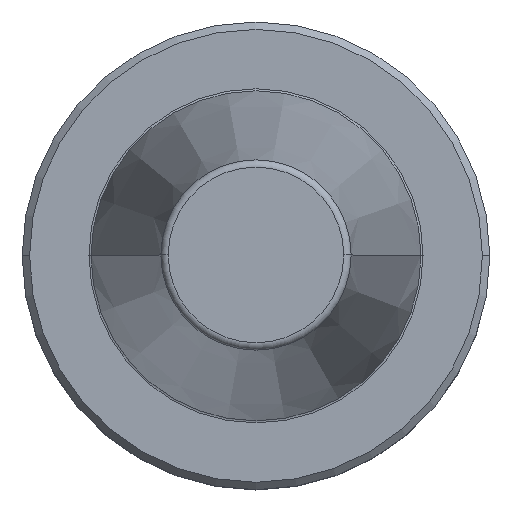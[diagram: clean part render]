
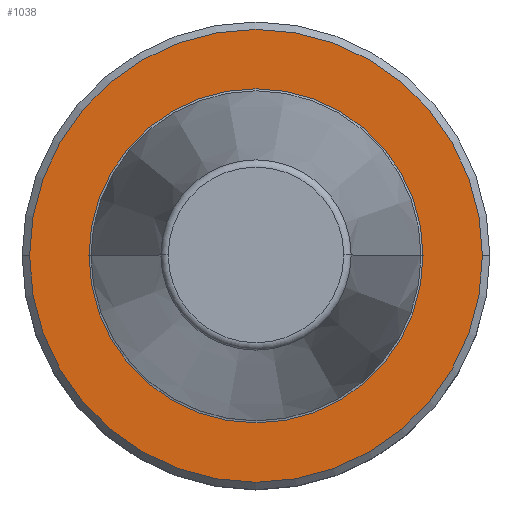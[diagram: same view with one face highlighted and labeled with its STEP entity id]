
A CAD part, top view. The second image highlights one B-rep face of the part: STEP entity #1038.
In plain terms, the highlighted planar face has unit normal (0, 0, 1).
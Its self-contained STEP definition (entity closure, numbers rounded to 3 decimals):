
#45 = CARTESIAN_POINT ( 'NONE',  ( 0., 0., -67.4 ) ) ;
#47 = ORIENTED_EDGE ( 'NONE', *, *, #789, .T. ) ;
#68 = EDGE_CURVE ( 'NONE', #167, #430, #498, .T. ) ;
#82 = DIRECTION ( 'NONE',  ( 0., 0., 1. ) ) ;
#90 = AXIS2_PLACEMENT_3D ( 'NONE', #1016, #82, #540 ) ;
#106 = DIRECTION ( 'NONE',  ( 0., 0., -1. ) ) ;
#113 = CARTESIAN_POINT ( 'NONE',  ( 30.5, 0., -67.4 ) ) ;
#156 = AXIS2_PLACEMENT_3D ( 'NONE', #563, #1048, #317 ) ;
#167 = VERTEX_POINT ( 'NONE', #966 ) ;
#191 = ORIENTED_EDGE ( 'NONE', *, *, #803, .T. ) ;
#245 = CARTESIAN_POINT ( 'NONE',  ( 0., 0., -67.4 ) ) ;
#275 = DIRECTION ( 'NONE',  ( -1., 0., 0. ) ) ;
#317 = DIRECTION ( 'NONE',  ( 1., 0., 0. ) ) ;
#325 = EDGE_LOOP ( 'NONE', ( #191, #47 ) ) ;
#422 = AXIS2_PLACEMENT_3D ( 'NONE', #45, #691, #566 ) ;
#430 = VERTEX_POINT ( 'NONE', #435 ) ;
#435 = CARTESIAN_POINT ( 'NONE',  ( 22.5, 0., -67.4 ) ) ;
#440 = ORIENTED_EDGE ( 'NONE', *, *, #704, .F. ) ;
#498 = CIRCLE ( 'NONE', #156, 22.5 ) ;
#506 = PLANE ( 'NONE',  #888 ) ;
#526 = AXIS2_PLACEMENT_3D ( 'NONE', #245, #818, #734 ) ;
#540 = DIRECTION ( 'NONE',  ( 1., 0., 0. ) ) ;
#563 = CARTESIAN_POINT ( 'NONE',  ( 0., 0., -67.4 ) ) ;
#566 = DIRECTION ( 'NONE',  ( 1., 0., 0. ) ) ;
#569 = VERTEX_POINT ( 'NONE', #113 ) ;
#634 = CIRCLE ( 'NONE', #526, 30.5 ) ;
#691 = DIRECTION ( 'NONE',  ( 0., 0., 1. ) ) ;
#699 = ORIENTED_EDGE ( 'NONE', *, *, #68, .F. ) ;
#704 = EDGE_CURVE ( 'NONE', #430, #167, #710, .T. ) ;
#710 = CIRCLE ( 'NONE', #90, 22.5 ) ;
#734 = DIRECTION ( 'NONE',  ( 1., 0., 0. ) ) ;
#742 = VERTEX_POINT ( 'NONE', #1050 ) ;
#789 = EDGE_CURVE ( 'NONE', #569, #742, #871, .T. ) ;
#803 = EDGE_CURVE ( 'NONE', #742, #569, #634, .T. ) ;
#818 = DIRECTION ( 'NONE',  ( 0., 0., 1. ) ) ;
#823 = FACE_OUTER_BOUND ( 'NONE', #325, .T. ) ;
#824 = CARTESIAN_POINT ( 'NONE',  ( 0., 0., -67.4 ) ) ;
#871 = CIRCLE ( 'NONE', #422, 30.5 ) ;
#888 = AXIS2_PLACEMENT_3D ( 'NONE', #824, #106, #275 ) ;
#929 = EDGE_LOOP ( 'NONE', ( #440, #699 ) ) ;
#966 = CARTESIAN_POINT ( 'NONE',  ( -22.5, 0., -67.4 ) ) ;
#1016 = CARTESIAN_POINT ( 'NONE',  ( 0., 0., -67.4 ) ) ;
#1038 = ADVANCED_FACE ( 'NONE', ( #1041, #823 ), #506, .F. ) ;
#1041 = FACE_BOUND ( 'NONE', #929, .T. ) ;
#1048 = DIRECTION ( 'NONE',  ( 0., 0., 1. ) ) ;
#1050 = CARTESIAN_POINT ( 'NONE',  ( -30.5, 0., -67.4 ) ) ;
